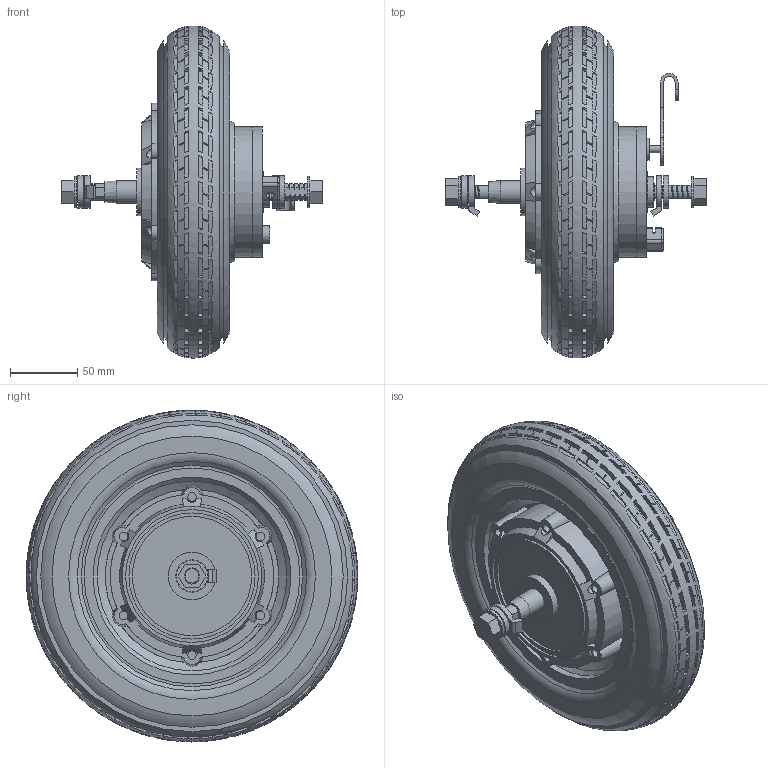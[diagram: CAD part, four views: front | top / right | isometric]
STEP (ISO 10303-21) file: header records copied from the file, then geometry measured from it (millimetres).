
FILE_DESCRIPTION(/* description */ (''),/* implementation_level */ '2;1');
FILE_NAME(/* name */ 'Wheel.step',/* time_stamp */ '2021-01-19T14:35:48-05:00',/* author */ (''),/* organization */ (''),/* preprocessor_version */ 'ST-DEVELOPER v18.1',/* originating_system */ 'Autodesk Translation Framework v9.7.1.1290',/* authorisation */ '');
FILE_SCHEMA (('AUTOMOTIVE_DESIGN { 1 0 10303 214 3 1 1 }'));
Products named in the file (14): Wheel; Center; Tire; DrumBrake_Assembly; DrumBrake_Lever; DrumBrake_Cover; DrumBrake_Lever_Pin; DrumBrake_Cavity; DrumBrake_BrakePad; Axle; Screw; Washer_2; Washer; Nut
Assembly tree (22 placements, depth 3):
  Wheel
    Center
    Tire
    DrumBrake_Assembly
      DrumBrake_Lever
      DrumBrake_Cover
      DrumBrake_Lever_Pin
      DrumBrake_Cavity
      DrumBrake_BrakePad  x2
    Axle
    Screw  x6
    Washer_2  x2
    Washer  x2
    Nut  x2
Bounding box: 194 x 247.6 x 247.6 mm (x, y, z)
Volume: 2390437.7 mm3; surface area: 338725.1 mm2
Topology: 22 solids, 22 shells, 1756 faces, 4668 edges, 3094 vertices
Faces by surface type: plane 1306, cylinder 299, bspline 110, cone 32, torus 9
Full cylindrical faces by diameter (mm): 3 x4, 3.85 x24, 4 x1, 5.25 x6, 5.5 x1, 6 x2, 6.25 x12, 6.75 x6, 7 x1, 9 x2, 9.75 x2, 10.85 x2, 12.5 x1, 13 x4, 14 x1, 16.5 x1, 17 x2, 18 x1, 23 x1, 23.4 x2, 24 x2, 26 x1, 30 x1, 31.4 x1, 35.5 x1, 78 x1, 79.5 x1, 89 x1, 89.2 x1, 93.5 x1
Entity records: 54663 total; most frequent: CARTESIAN_POINT 16548, ORIENTED_EDGE 8320, DIRECTION 7054, EDGE_CURVE 4160, VERTEX_POINT 2759, AXIS2_PLACEMENT_3D 2427, LINE 2200, VECTOR 2200
